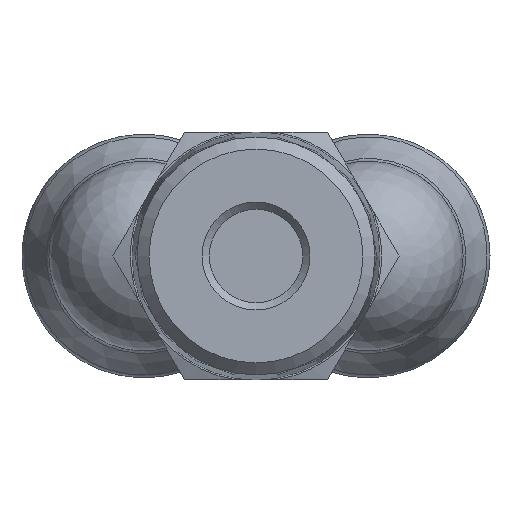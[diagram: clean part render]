
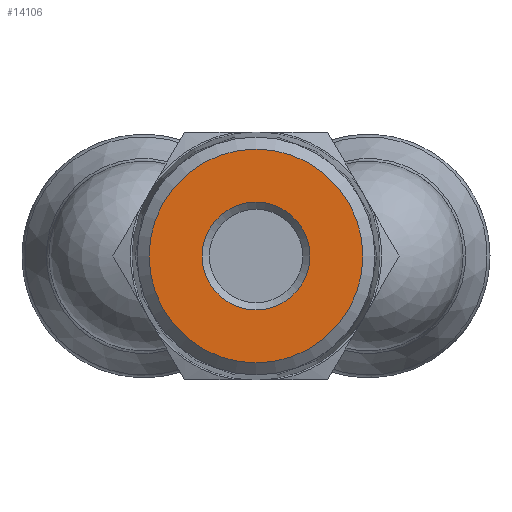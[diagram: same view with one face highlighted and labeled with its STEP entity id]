
A CAD part, front view. The second image highlights one B-rep face of the part: STEP entity #14106.
In plain terms, the highlighted face is planar.
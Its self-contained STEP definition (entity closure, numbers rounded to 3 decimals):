
#14075=CARTESIAN_POINT('',(-33.1,0.,-3.7));
#14076=VERTEX_POINT('',#14075);
#14077=CARTESIAN_POINT('',(-33.1,0.,0.0));
#14078=DIRECTION('',(-1.0,0.0,0.0));
#14079=DIRECTION('',(0.0,0.0,1.0));
#14080=AXIS2_PLACEMENT_3D('',#14077,#14078,#14079);
#14081=CIRCLE('',#14080,3.7);
#14082=EDGE_CURVE('',#14076,#14076,#14081,.T.);
#14087=CARTESIAN_POINT('',(-33.1,4.066,0.0));
#14088=DIRECTION('',(-1.0,0.0,0.0));
#14089=DIRECTION('',(0.0,0.0,1.0));
#14090=AXIS2_PLACEMENT_3D('',#14087,#14088,#14089);
#14091=PLANE('',#14090);
#14092=CARTESIAN_POINT('',(-33.1,7.332,0.));
#14093=VERTEX_POINT('',#14092);
#14094=CARTESIAN_POINT('',(-33.1,0.,0.0));
#14095=DIRECTION('',(1.0,0.0,0.0));
#14096=DIRECTION('',(0.0,-1.0,0.0));
#14097=AXIS2_PLACEMENT_3D('',#14094,#14095,#14096);
#14098=CIRCLE('',#14097,7.333);
#14099=EDGE_CURVE('',#14093,#14093,#14098,.T.);
#14100=ORIENTED_EDGE('',*,*,#14099,.F.);
#14101=EDGE_LOOP('',(#14100));
#14102=FACE_OUTER_BOUND('',#14101,.T.);
#14103=ORIENTED_EDGE('',*,*,#14082,.F.);
#14104=EDGE_LOOP('',(#14103));
#14105=FACE_BOUND('',#14104,.T.);
#14106=ADVANCED_FACE('',(#14102,#14105),#14091,.T.);
